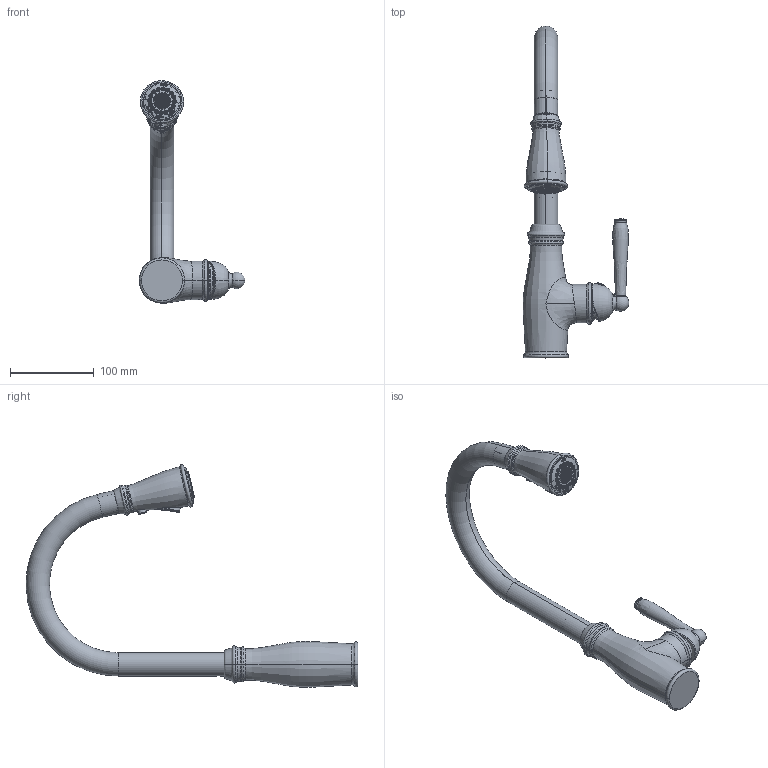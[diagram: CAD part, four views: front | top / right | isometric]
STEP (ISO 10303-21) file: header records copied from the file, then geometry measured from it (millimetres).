
FILE_DESCRIPTION((''),'2;1');
FILE_NAME('190705-CHUFANGLONGTOU_ASM_ASM_ASM','2021-02-26T',('51336'),(''),'CREO PARAMETRIC BY PTC INC, 2018360','CREO PARAMETRIC BY PTC INC, 2018360','');
FILE_SCHEMA(('CONFIG_CONTROL_DESIGN'));
Length unit declared in the file: millimetre
Products named in the file (31): 0317-BEITIDIZUO-1_2_3; 3538-009_1_1_1_3; 3813-123_1_1_1_3; 830511_ASM_3_ASM_1_ASM_1_ASM_3_ASM; 830511_ASM_3_ASM_ASM_1_ASM_3_ASM; 0326-CHOULATOU-1_1_3; K11181_ASM_ASM_1_ASM_3_ASM; 0317-BASHOUZUHE-9_ASM_1_ASM_3; ﾊｮﾗﾖｲﾛﾅﾌﾍｷｻ恝ﾓﾂﾝｶ､_-_I__3; GANYING_ASM_1_ASM_3_ASM; 3654-003_1_1_3; 3654-004_1_1_3; 3654-004_ASM_1_ASM_1_ASM_3_ASM; 21640-4_1_1_3; 21640-5_1_1_3; 21640-3_1_1_3; 21640-2_1_1_3; 21640-1_1_1_3; 3528-015_ASM_1_ASM_1_ASM_3_ASM; 3626-509_ASM_1_ASM_1_ASM_3_ASM; 3625-003-B_1_1_3; 3626-110_1_1_3; 362641_ASM_1_ASM_1_ASM_3_ASM; 362641_ASM_ASM_1_ASM_3_ASM; 190705-CHUFANGLONGTOU_ASM_1_ASM_ASM; 001-BS-1130_3; 190705-CHUFANGLONGTOU_ASM_ASM_3_ASM; 113110161001; 3538-008_1_1_1; 3538-010_1_1_1; 190705-CHUFANGLONGTOU_ASM_ASM_ASM
Assembly tree (31 placements, depth 8):
  190705-CHUFANGLONGTOU_ASM_ASM_ASM
    190705-CHUFANGLONGTOU_ASM_ASM_3_ASM
      190705-CHUFANGLONGTOU_ASM_1_ASM_ASM
        0317-BEITIDIZUO-1_2_3
        830511_ASM_3_ASM_ASM_1_ASM_3_ASM
          830511_ASM_3_ASM_1_ASM_1_ASM_3_ASM
            3538-009_1_1_1_3
            3813-123_1_1_1_3
        K11181_ASM_ASM_1_ASM_3_ASM
          0326-CHOULATOU-1_1_3
        0317-BASHOUZUHE-9_ASM_1_ASM_3
        GANYING_ASM_1_ASM_3_ASM
          ﾊｮﾗﾖｲﾛﾅﾌﾍｷｻ恝ﾓﾂﾝｶ､_-_I__3  x2
        362641_ASM_ASM_1_ASM_3_ASM
          362641_ASM_1_ASM_1_ASM_3_ASM
            3626-509_ASM_1_ASM_1_ASM_3_ASM
              3654-004_ASM_1_ASM_1_ASM_3_ASM
                3654-003_1_1_3
                3654-004_1_1_3
              3528-015_ASM_1_ASM_1_ASM_3_ASM
                21640-4_1_1_3
                21640-5_1_1_3
                21640-3_1_1_3
                21640-2_1_1_3
                21640-1_1_1_3
            3625-003-B_1_1_3
            3626-110_1_1_3
      001-BS-1130_3
    113110161001
    3538-008_1_1_1
    3538-010_1_1_1
Bounding box: 126.6 x 397.07 x 266.41 mm (x, y, z)
Volume: 489632.5 mm3; surface area: 179870.8 mm2
Topology: 17 solids, 17 shells, 3428 faces, 10251 edges, 6787 vertices
Faces by surface type: plane 1665, cylinder 1048, bspline 303, torus 203, cone 148, sphere 25, revolution 21, extrusion 15
Entity records: 153701 total; most frequent: CARTESIAN_POINT 65482, ORIENTED_EDGE 20436, DIRECTION 15208, EDGE_CURVE 10218, VERTEX_POINT 6787, AXIS2_PLACEMENT_3D 5427, VECTOR 4333, LINE 4318
